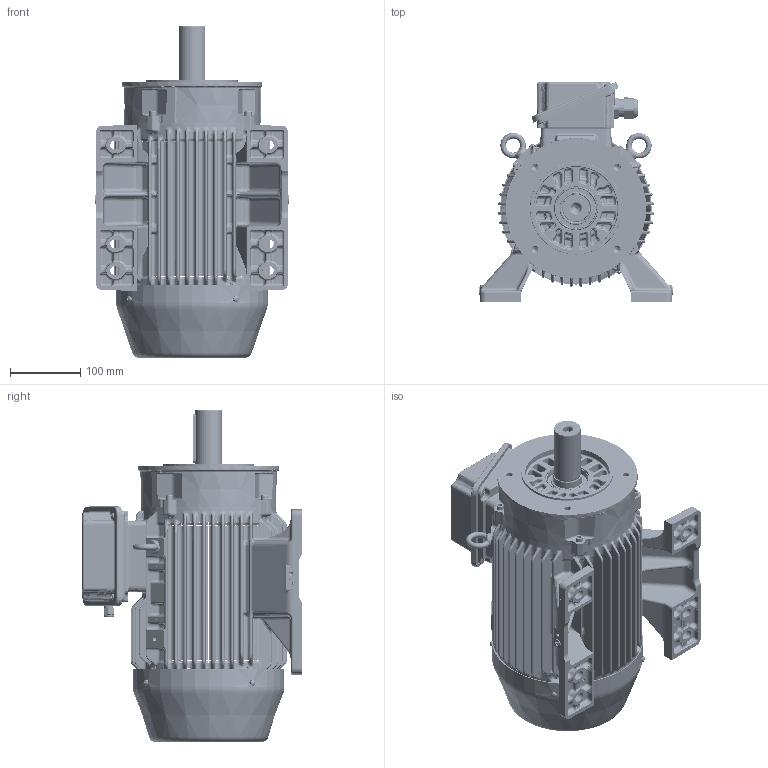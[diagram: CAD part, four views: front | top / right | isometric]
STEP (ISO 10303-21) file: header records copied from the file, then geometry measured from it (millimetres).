
FILE_DESCRIPTION(/* description */ (''),/* implementation_level */ '2;1');
FILE_NAME(/* name */ '6521688xx.stp',/* time_stamp */ '2021-03-30T11:35:17+03:00',/* author */ (''),/* organization */ (''),/* preprocessor_version */ 'ST-DEVELOPER v16',/* originating_system */ 'SIEMENS PLM Software NX 11.0',/* authorisation */ '');
FILE_SCHEMA (('AUTOMOTIVE_DESIGN { 1 0 10303 214 3 1 1 1 }'));
Products named in the file (1): 26000A30F4D8rook
Bounding box: 275 x 311.13 x 471 mm (x, y, z)
Surface area: 841745.8 mm2 (no closed solid volume)
Topology: 0 solids, 75 shells, 5402 faces, 16079 edges, 10063 vertices
Faces by surface type: bspline 1962, cylinder 1528, plane 1016, torus 361, cone 302, sphere 229, extrusion 4
Full cylindrical faces by diameter (mm): 2.5 x2, 5 x8, 6.3 x1, 6.8 x2, 8 x5, 8.5 x4, 8.65 x4, 10 x6, 10.2 x1, 13 x1, 13.2 x1, 15 x1, 17.2 x2, 20 x2, 25.25 x2, 27.7 x2, 37.4 x1, 38 x1, 40 x2, 58.4 x1, 58.6 x1, 61 x1, 130 x1, 199.5 x1, 212 x1, 215 x1
Entity records: 235699 total; most frequent: CARTESIAN_POINT 107917, ORIENTED_EDGE 26316, DIRECTION 24308, EDGE_CURVE 15561, VERTEX_POINT 10023, AXIS2_PLACEMENT_3D 9877, EDGE_LOOP 5805, CIRCLE 5588
